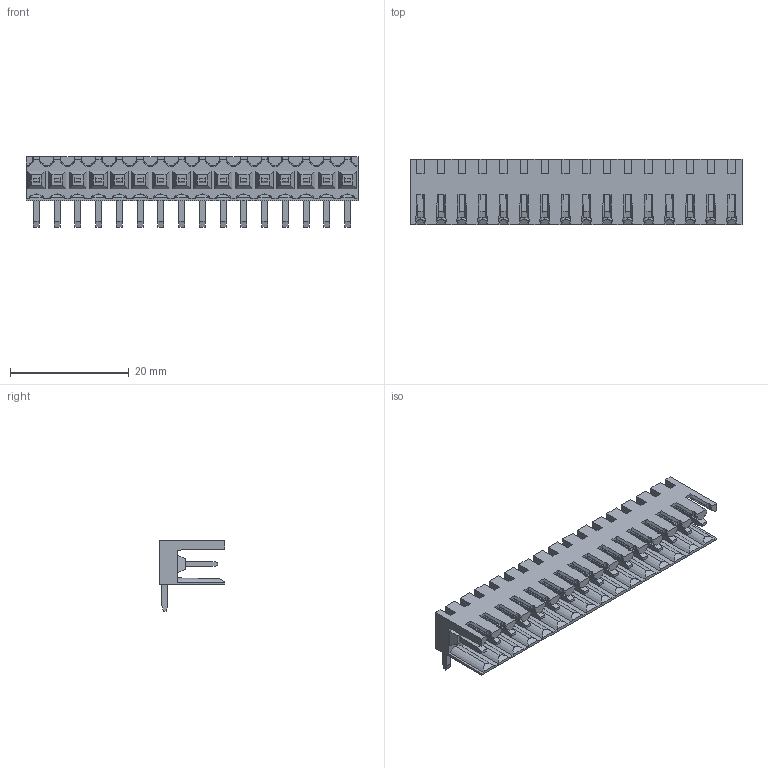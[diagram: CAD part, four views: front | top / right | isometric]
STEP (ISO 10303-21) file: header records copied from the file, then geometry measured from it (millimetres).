
FILE_DESCRIPTION(('CATIA V5 STEP Exchange','CAx-IF Rec.Pracs.--- Model Styling and Organization---1.4--- 2014-01-23'),'2;1');
FILE_NAME ('D1488099_0_1614150000_1614150000.stp','2021-06-01T06:52:01+00:00',('none'),('Weidmueller'),'CATIA Version 5-6 Release 2016 SP3 HF44','CATIA V5 STEP AP214','none');
FILE_SCHEMA(('AUTOMOTIVE_DESIGN { 1 0 10303 214 1 1 1 1 }'));
Length unit declared in the file: millimetre
Products named in the file (1): 1614150000
Bounding box: 56 x 11.05 x 11.95 mm (x, y, z)
Volume: 2044.1 mm3; surface area: 4905.3 mm2
Topology: 17 solids, 17 shells, 1034 faces, 3027 edges, 2027 vertices
Faces by surface type: plane 810, cylinder 128, cone 96
Entity records: 34647 total; most frequent: CARTESIAN_POINT 7857, ORIENTED_EDGE 6054, DIRECTION 4179, EDGE_CURVE 3027, VECTOR 2307, LINE 2307, VERTEX_POINT 2027, AXIS2_PLACEMENT_3D 1105
